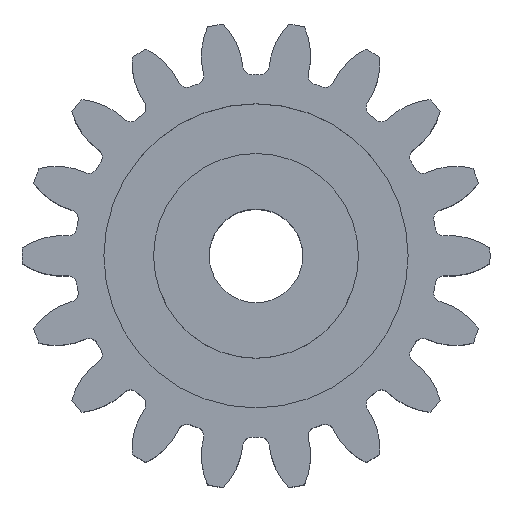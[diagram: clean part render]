
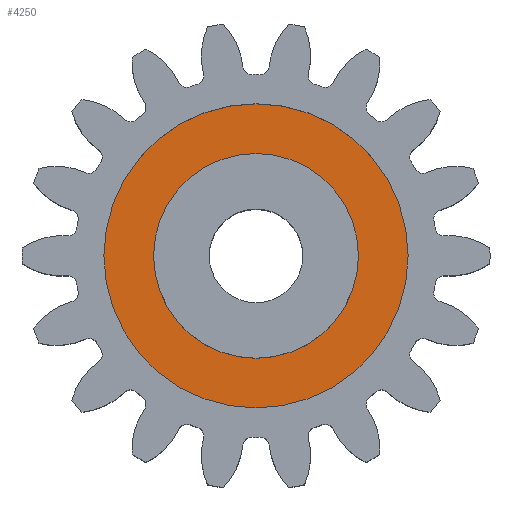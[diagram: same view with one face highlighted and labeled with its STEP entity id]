
A CAD part, top view. The second image highlights one B-rep face of the part: STEP entity #4250.
In plain terms, the highlighted planar face has unit normal (0, 0, 1).
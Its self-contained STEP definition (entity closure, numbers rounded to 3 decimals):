
#196 = VERTEX_POINT ( 'NONE', #1921 ) ;
#197 = EDGE_CURVE ( 'NONE', #196, #213, #1920, .T. ) ;
#213 = VERTEX_POINT ( 'NONE', #1840 ) ;
#254 = VERTEX_POINT ( 'NONE', #2015 ) ;
#255 = VERTEX_POINT ( 'NONE', #2017 ) ;
#257 = EDGE_CURVE ( 'NONE', #254, #255, #2016, .T. ) ;
#1840 = CARTESIAN_POINT ( 'NONE',  ( 8.75, 0., 10.5 ) ) ;
#1850 = DIRECTION ( 'NONE',  ( -1., 0., 0. ) ) ;
#1851 = DIRECTION ( 'NONE',  ( 0., 0., -1. ) ) ;
#1852 = CARTESIAN_POINT ( 'NONE',  ( 0., 0., 10.5 ) ) ;
#1874 = DIRECTION ( 'NONE',  ( -1., 0., 0. ) ) ;
#1875 = DIRECTION ( 'NONE',  ( 0., 0., -1. ) ) ;
#1876 = CARTESIAN_POINT ( 'NONE',  ( 0., 0., 10.5 ) ) ;
#1877 = AXIS2_PLACEMENT_3D ( 'NONE', #1876, #1875, #1874 ) ;
#1920 = CIRCLE ( 'NONE', #1941, 8.75 ) ;
#1921 = CARTESIAN_POINT ( 'NONE',  ( -8.75, 0., 10.5 ) ) ;
#1941 = AXIS2_PLACEMENT_3D ( 'NONE', #1852, #1851, #1850 ) ;
#2015 = CARTESIAN_POINT ( 'NONE',  ( 13., 0., 10.5 ) ) ;
#2016 = CIRCLE ( 'NONE', #1877, 13. ) ;
#2017 = CARTESIAN_POINT ( 'NONE',  ( -13., 0., 10.5 ) ) ;
#4245 = ORIENTED_EDGE ( 'NONE', *, *, #197, .T. ) ;
#4246 = EDGE_CURVE ( 'NONE', #255, #254, #4673, .T. ) ;
#4250 = ADVANCED_FACE ( 'NONE', ( #4666, #4622 ), #4624, .F. ) ;
#4252 = ORIENTED_EDGE ( 'NONE', *, *, #4260, .T. ) ;
#4253 = EDGE_LOOP ( 'NONE', ( #4254, #4281 ) ) ;
#4254 = ORIENTED_EDGE ( 'NONE', *, *, #4246, .F. ) ;
#4260 = EDGE_CURVE ( 'NONE', #213, #196, #4689, .T. ) ;
#4261 = EDGE_LOOP ( 'NONE', ( #4245, #4252 ) ) ;
#4281 = ORIENTED_EDGE ( 'NONE', *, *, #257, .F. ) ;
#4620 = DIRECTION ( 'NONE',  ( 0., 0., -1. ) ) ;
#4621 = CARTESIAN_POINT ( 'NONE',  ( 0., 0., 10.5 ) ) ;
#4622 = FACE_OUTER_BOUND ( 'NONE', #4253, .T. ) ;
#4624 = PLANE ( 'NONE',  #4630 ) ;
#4630 = AXIS2_PLACEMENT_3D ( 'NONE', #4621, #4620, #4679 ) ;
#4643 = DIRECTION ( 'NONE',  ( -1., 0., 0. ) ) ;
#4644 = DIRECTION ( 'NONE',  ( 0., 0., -1. ) ) ;
#4645 = CARTESIAN_POINT ( 'NONE',  ( 0., 0., 10.5 ) ) ;
#4646 = AXIS2_PLACEMENT_3D ( 'NONE', #4645, #4644, #4643 ) ;
#4666 = FACE_BOUND ( 'NONE', #4261, .T. ) ;
#4673 = CIRCLE ( 'NONE', #4646, 13. ) ;
#4679 = DIRECTION ( 'NONE',  ( -1., 0., 0. ) ) ;
#4685 = DIRECTION ( 'NONE',  ( -1., 0., 0. ) ) ;
#4686 = DIRECTION ( 'NONE',  ( 0., 0., -1. ) ) ;
#4687 = CARTESIAN_POINT ( 'NONE',  ( 0., 0., 10.5 ) ) ;
#4688 = AXIS2_PLACEMENT_3D ( 'NONE', #4687, #4686, #4685 ) ;
#4689 = CIRCLE ( 'NONE', #4688, 8.75 ) ;
